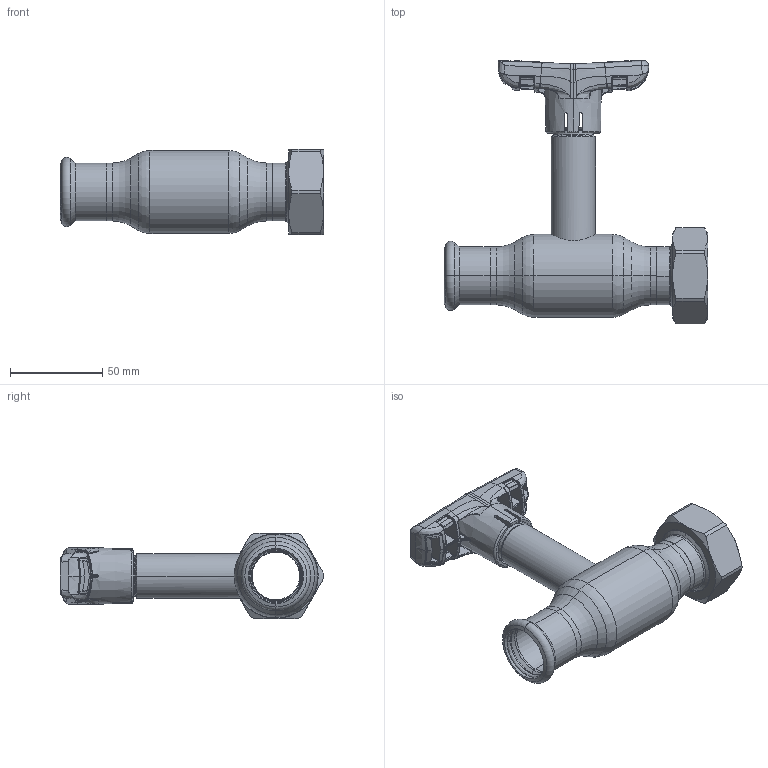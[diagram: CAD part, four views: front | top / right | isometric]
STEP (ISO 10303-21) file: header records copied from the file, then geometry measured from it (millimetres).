
FILE_DESCRIPTION (( 'STEP AP214' ), '1' );
FILE_NAME ('1025001401-1400.step', '2024-01-16T11:03:15', ( '' ), ( '' ), 'SwSTEP 2.0', 'SolidWorks 2021', '' );
FILE_SCHEMA (( 'AUTOMOTIVE_DESIGN' ));
Length unit declared in the file: millimetre
Products named in the file (1): 1025001401-1400
Bounding box: 142.5 x 142.78 x 46 mm (x, y, z)
Surface area: 46377.7 mm2 (no closed solid volume)
Topology: 0 solids, 11 shells, 652 faces, 2061 edges, 1338 vertices
Faces by surface type: bspline 490, plane 51, cylinder 44, cone 34, torus 29, sphere 4
Entity records: 58688 total; most frequent: CARTESIAN_POINT 38112, ORIENTED_EDGE 3459, EDGE_CURVE 2051, B_SPLINE_CURVE_WITH_KNOTS 1426, DIRECTION 1394, VERTEX_POINT 1335, EDGE_LOOP 663, UNCERTAINTY_MEASURE_WITH_UNIT 651
